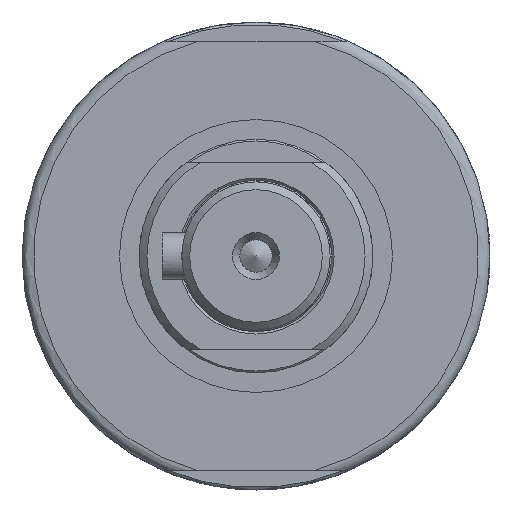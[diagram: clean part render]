
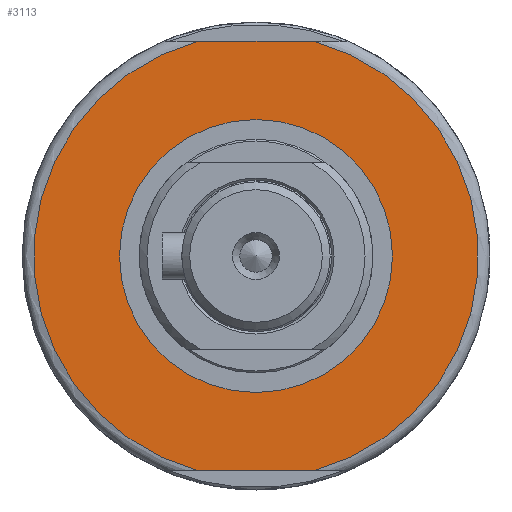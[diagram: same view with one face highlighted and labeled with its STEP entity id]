
A CAD part, left-side view. The second image highlights one B-rep face of the part: STEP entity #3113.
In plain terms, the highlighted planar face has unit normal (-1, 0, 0).
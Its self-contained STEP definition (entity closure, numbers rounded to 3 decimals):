
#128=FACE_BOUND('',#465,.T.);
#168=PLANE('',#3396);
#278=FACE_OUTER_BOUND('',#464,.T.);
#464=EDGE_LOOP('',(#2140,#2141,#2142,#2143));
#465=EDGE_LOOP('',(#2144,#2145));
#646=LINE('',#5032,#796);
#650=LINE('',#5081,#800);
#796=VECTOR('',#3952,10.);
#800=VECTOR('',#3962,10.);
#983=CIRCLE('',#3397,28.5);
#984=CIRCLE('',#3398,28.5);
#985=CIRCLE('',#3399,17.5);
#986=CIRCLE('',#3400,17.5);
#1240=VERTEX_POINT('',#5016);
#1241=VERTEX_POINT('',#5031);
#1248=VERTEX_POINT('',#5065);
#1249=VERTEX_POINT('',#5080);
#1252=VERTEX_POINT('',#5115);
#1253=VERTEX_POINT('',#5116);
#1577=EDGE_CURVE('',#1241,#1240,#646,.T.);
#1586=EDGE_CURVE('',#1249,#1248,#650,.T.);
#1597=EDGE_CURVE('',#1249,#1240,#983,.T.);
#1598=EDGE_CURVE('',#1241,#1248,#984,.T.);
#1599=EDGE_CURVE('',#1252,#1253,#985,.T.);
#1600=EDGE_CURVE('',#1253,#1252,#986,.T.);
#2140=ORIENTED_EDGE('',*,*,#1577,.T.);
#2141=ORIENTED_EDGE('',*,*,#1597,.F.);
#2142=ORIENTED_EDGE('',*,*,#1586,.T.);
#2143=ORIENTED_EDGE('',*,*,#1598,.F.);
#2144=ORIENTED_EDGE('',*,*,#1599,.T.);
#2145=ORIENTED_EDGE('',*,*,#1600,.T.);
#3113=ADVANCED_FACE('',(#278,#128),#168,.T.);
#3396=AXIS2_PLACEMENT_3D('',#5112,#3990,#3991);
#3397=AXIS2_PLACEMENT_3D('',#5113,#3992,#3993);
#3398=AXIS2_PLACEMENT_3D('',#5114,#3994,#3995);
#3399=AXIS2_PLACEMENT_3D('',#5117,#3996,#3997);
#3400=AXIS2_PLACEMENT_3D('',#5118,#3998,#3999);
#3952=DIRECTION('',(0.,-1.,0.));
#3962=DIRECTION('',(0.,1.,0.));
#3990=DIRECTION('center_axis',(-1.,0.,0.));
#3991=DIRECTION('ref_axis',(0.,0.,-1.));
#3992=DIRECTION('center_axis',(1.,0.,0.));
#3993=DIRECTION('ref_axis',(0.,-1.,0.));
#3994=DIRECTION('center_axis',(1.,0.,0.));
#3995=DIRECTION('ref_axis',(0.,-1.,0.));
#3996=DIRECTION('center_axis',(1.,0.,0.));
#3997=DIRECTION('ref_axis',(0.,-1.,0.));
#3998=DIRECTION('center_axis',(1.,0.,0.));
#3999=DIRECTION('ref_axis',(0.,-1.,0.));
#5016=CARTESIAN_POINT('',(-168.5,-7.483,-27.5));
#5031=CARTESIAN_POINT('',(-168.5,7.483,-27.5));
#5032=CARTESIAN_POINT('',(-168.5,-24.063,-27.5));
#5065=CARTESIAN_POINT('',(-168.5,7.483,27.5));
#5080=CARTESIAN_POINT('',(-168.5,-7.483,27.5));
#5081=CARTESIAN_POINT('',(-168.5,1.553,27.5));
#5112=CARTESIAN_POINT('Origin',(-168.5,-23.,0.));
#5113=CARTESIAN_POINT('Origin',(-168.5,0.,
0.));
#5114=CARTESIAN_POINT('Origin',(-168.5,0.,
0.));
#5115=CARTESIAN_POINT('',(-168.5,-17.5,0.));
#5116=CARTESIAN_POINT('',(-168.5,17.5,0.));
#5117=CARTESIAN_POINT('Origin',(-168.5,0.,
0.));
#5118=CARTESIAN_POINT('Origin',(-168.5,0.,
0.));
